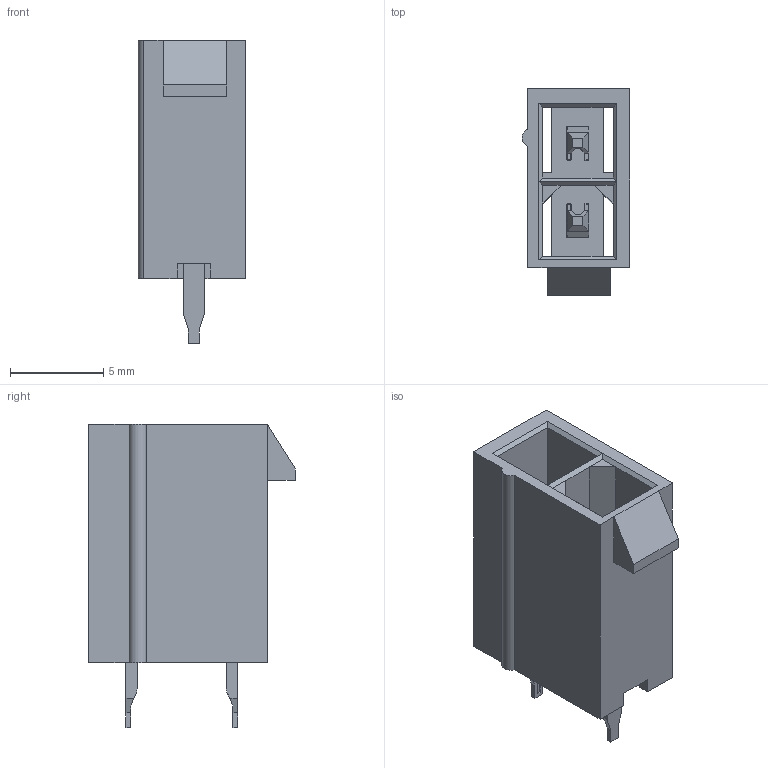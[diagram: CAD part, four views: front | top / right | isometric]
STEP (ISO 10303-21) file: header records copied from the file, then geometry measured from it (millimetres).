
FILE_DESCRIPTION(/* description */ ('Unknown'),/* implementation_level */ '2;1');
FILE_NAME(/* name */ '64900221122',/* time_stamp */ '2019-08-05T15:15:58+02:00',/* author */ ('Unknown'),/* organization */ ('Unknown'),/* preprocessor_version */ 'ST-DEVELOPER v16.7',/* originating_system */ 'DEX',/* authorisation */ $);
FILE_SCHEMA (('AUTOMOTIVE_DESIGN {1 0 10303 214 3 1 1}'));
Length unit declared in the file: millimetre
Products named in the file (3): 6490xx21122; 64900221122; 6490xx21122_PIN
Assembly tree (3 placements, depth 2):
  6490xx21122
    64900221122
    6490xx21122_PIN  x2
Bounding box: 5.8 x 11.1 x 16.3 mm (x, y, z)
Volume: 393.2 mm3; surface area: 1046.2 mm2
Topology: 3 solids, 3 shells, 251 faces, 726 edges, 474 vertices
Faces by surface type: plane 194, cylinder 57
Entity records: 5336 total; most frequent: CARTESIAN_POINT 937, ORIENTED_EDGE 936, DIRECTION 856, EDGE_CURVE 468, LINE 410, VECTOR 410, VERTEX_POINT 304, AXIS2_PLACEMENT_3D 223
